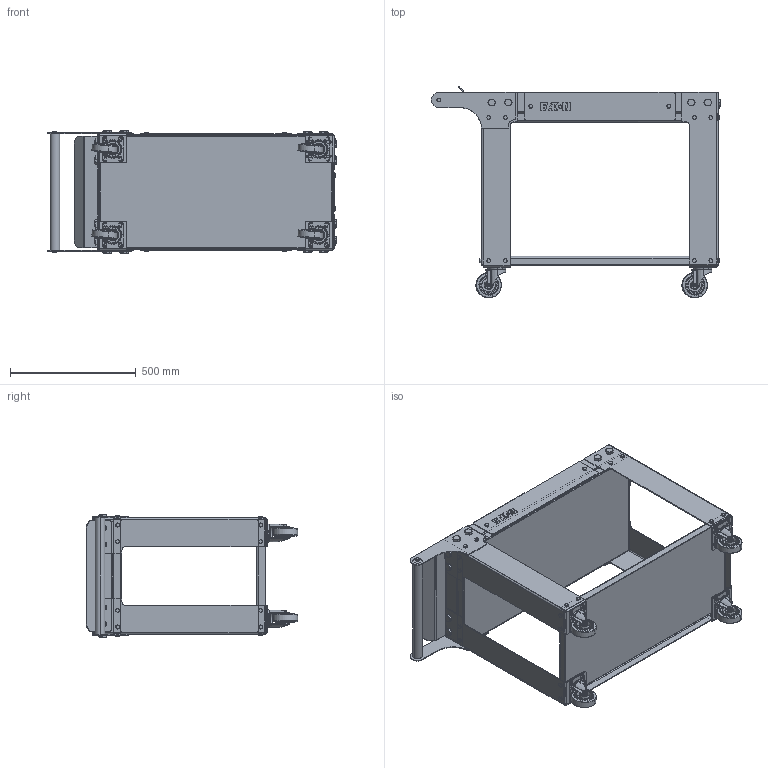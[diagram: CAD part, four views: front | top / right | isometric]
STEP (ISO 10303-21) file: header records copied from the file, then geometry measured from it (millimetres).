
FILE_DESCRIPTION (( 'STEP AP214' ), '1' );
FILE_NAME ('Mesa Eaton.STEP', '2024-09-06T20:52:41', ( '' ), ( '' ), 'SwSTEP 2.0', 'SolidWorks 2017', '' );
FILE_SCHEMA (( 'AUTOMOTIVE_DESIGN' ));
Length unit declared in the file: millimetre
Products named in the file (22): hex bolt_ai_HBOLT 0.3750-16x0.5x0.5-C; Pata Eaton_Trasera; Pata Eaton; Top Plate; Caster Wheel 4; MirrorPata Eaton_Trasera; Charola2_Calibre 14; Jalador; 641028x55; Wheel 4in; Seal; Mesa Eaton; Strong; Barra_Default<As Machined>; heavy hex finished bolt_ai_HHFBOLT 0.6250-11x1x1-N; nut_din_985-m8x1_25-8; Charola 1; Yoke; Placa Eaton; Charola3_Calibre 14; heavy hex nut_ai_HHNUT 0.6250-11-D-N; hex jam nut_ai_HJNUT 0.3125-18-D-N
Assembly tree (101 placements, depth 3):
  Mesa Eaton
    Charola 1
    Pata Eaton  x2
    Charola3_Calibre 14
    Caster Wheel 4  x4
      Top Plate
      Yoke
      Seal
      641028x55
      Wheel 4in
      nut_din_985-m8x1_25-8
    Charola2_Calibre 14
    Pata Eaton_Trasera
    MirrorPata Eaton_Trasera
    Jalador  x2
    Barra_Default<As Machined>
    Placa Eaton  x2
    Strong
    hex bolt_ai_HBOLT 0.3750-16x0.5x0.5-C  x40
    heavy hex finished bolt_ai_HHFBOLT 0.6250-11x1x1-N  x16
    heavy hex nut_ai_HHNUT 0.6250-11-D-N  x16
    hex jam nut_ai_HJNUT 0.3125-18-D-N  x6
Bounding box: 1152.85 x 842.77 x 490.97 mm (x, y, z)
Volume: 9621053.5 mm3; surface area: 5955788.8 mm2
Topology: 119 solids, 119 shells, 3672 faces, 8594 edges, 5268 vertices
Faces by surface type: plane 1492, cylinder 960, cone 920, bspline 236, torus 64
Entity records: 42933 total; most frequent: CARTESIAN_POINT 12195, ORIENTED_EDGE 6154, DIRECTION 5957, EDGE_CURVE 3077, AXIS2_PLACEMENT_3D 2183, VERTEX_POINT 1956, LINE 1591, VECTOR 1591
